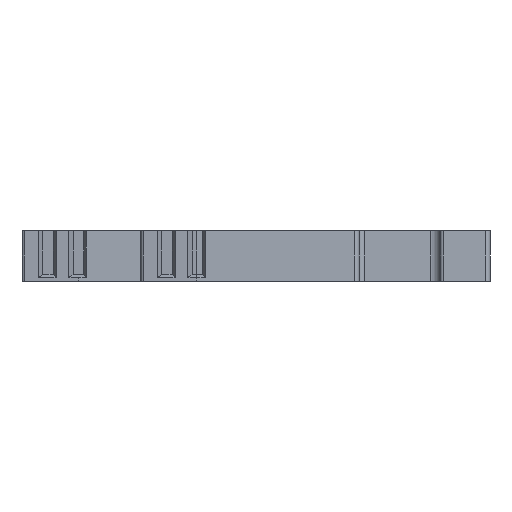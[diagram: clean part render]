
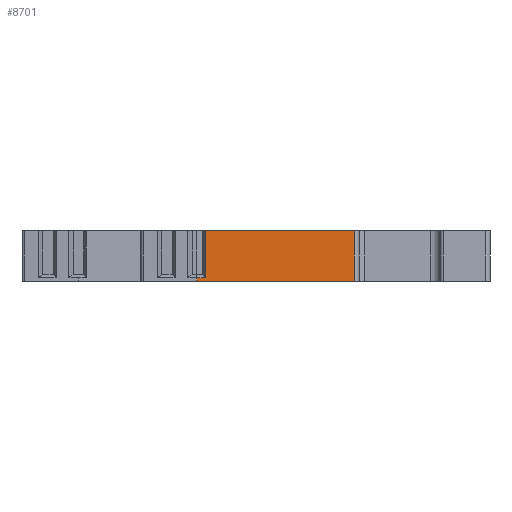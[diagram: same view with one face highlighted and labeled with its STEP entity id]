
A CAD part, left-side view. The second image highlights one B-rep face of the part: STEP entity #8701.
In plain terms, the highlighted planar face has unit normal (-1, 0, 0).
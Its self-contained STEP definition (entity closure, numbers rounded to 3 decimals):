
#168=DIRECTION('',(0.,1.,0.));
#169=VECTOR('',#168,15.005);
#170=CARTESIAN_POINT('',(-32.65,7.7,2.15));
#171=LINE('',#170,#169);
#2782=DIRECTION('',(0.,1.,0.));
#2783=VECTOR('',#2782,15.887);
#2784=CARTESIAN_POINT('',(-32.65,7.7,-2.95));
#2785=LINE('',#2784,#2783);
#2786=DIRECTION('',(0.,-1.,0.));
#2787=VECTOR('',#2786,0.882);
#2788=CARTESIAN_POINT('',(-32.65,23.587,-2.6));
#2789=LINE('',#2788,#2787);
#2790=DIRECTION('',(0.,0.,1.));
#2791=VECTOR('',#2790,4.75);
#2792=CARTESIAN_POINT('',(-32.65,22.705,-2.6));
#2793=LINE('',#2792,#2791);
#2798=DIRECTION('',(0.,0.,1.));
#2799=VECTOR('',#2798,5.1);
#2800=CARTESIAN_POINT('',(-32.65,7.7,-2.95));
#2801=LINE('',#2800,#2799);
#2974=DIRECTION('',(0.,0.,-1.));
#2975=VECTOR('',#2974,0.35);
#2976=CARTESIAN_POINT('',(-32.65,23.587,-2.6));
#2977=LINE('',#2976,#2975);
#4202=CARTESIAN_POINT('',(-32.65,7.7,2.15));
#4203=VERTEX_POINT('',#4202);
#4204=CARTESIAN_POINT('',(-32.65,22.705,2.15));
#4205=VERTEX_POINT('',#4204);
#4728=CARTESIAN_POINT('',(-32.65,23.587,-2.95));
#4729=VERTEX_POINT('',#4728);
#4730=CARTESIAN_POINT('',(-32.65,7.7,-2.95));
#4731=VERTEX_POINT('',#4730);
#4736=CARTESIAN_POINT('',(-32.65,23.587,-2.6));
#4737=VERTEX_POINT('',#4736);
#4738=CARTESIAN_POINT('',(-32.65,22.705,-2.6));
#4739=VERTEX_POINT('',#4738);
#8686=CARTESIAN_POINT('',(-32.65,41.2,2.15));
#8687=DIRECTION('',(-1.,0.,0.));
#8688=DIRECTION('',(0.,-1.,0.));
#8689=AXIS2_PLACEMENT_3D('',#8686,#8687,#8688);
#8690=PLANE('',#8689);
#8692=ORIENTED_EDGE('',*,*,#8691,.F.);
#8693=ORIENTED_EDGE('',*,*,#5636,.T.);
#8695=ORIENTED_EDGE('',*,*,#8694,.F.);
#8696=ORIENTED_EDGE('',*,*,#8639,.T.);
#8697=ORIENTED_EDGE('',*,*,#8678,.T.);
#8698=ORIENTED_EDGE('',*,*,#5328,.F.);
#8699=EDGE_LOOP('',(#8692,#8693,#8695,#8696,#8697,#8698));
#8700=FACE_OUTER_BOUND('',#8699,.F.);
#8701=ADVANCED_FACE('',(#8700),#8690,.T.);
#5328=EDGE_CURVE('',#4203,#4205,#171,.T.);
#5636=EDGE_CURVE('',#4731,#4729,#2785,.T.);
#8639=EDGE_CURVE('',#4737,#4739,#2789,.T.);
#8678=EDGE_CURVE('',#4739,#4205,#2793,.T.);
#8691=EDGE_CURVE('',#4731,#4203,#2801,.T.);
#8694=EDGE_CURVE('',#4737,#4729,#2977,.T.);
